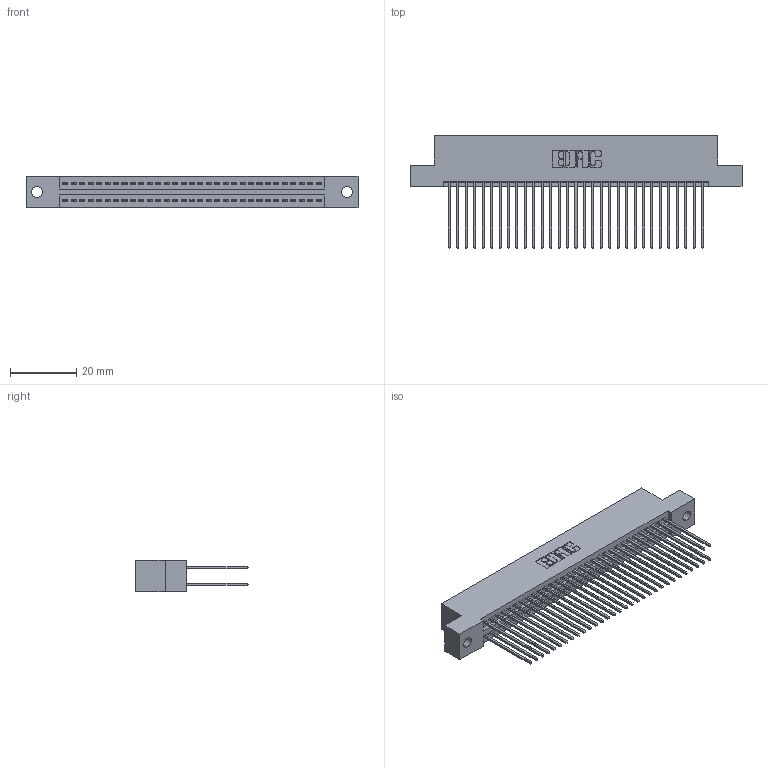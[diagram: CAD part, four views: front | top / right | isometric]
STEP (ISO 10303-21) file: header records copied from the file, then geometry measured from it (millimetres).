
FILE_DESCRIPTION (( 'STEP AP203' ), '1' );
FILE_NAME ('345-062-541-202.STEP', '2018-09-27T14:43:07', ( '' ), ( '' ), 'SwSTEP 2.0', 'SolidWorks 2016', '' );
FILE_SCHEMA (( 'CONFIG_CONTROL_DESIGN' ));
Length unit declared in the file: inch
Products named in the file (3): 345-292-001_345-293-141; 345-062-541-202; 345 Part_Flush Mounting Lugs - 0.128 Dia
Assembly tree (63 placements, depth 2):
  345-062-541-202
    345 Part_Flush Mounting Lugs - 0.128 Dia
    345-292-001_345-293-141  x62
Bounding box: 99.95 x 33.96 x 9.4 mm (x, y, z)
Volume: 9926.1 mm3; surface area: 15858.7 mm2
Topology: 63 solids, 63 shells, 3226 faces, 9579 edges, 6302 vertices
Faces by surface type: plane 2126, cylinder 1100
Entity records: 25825 total; most frequent: CARTESIAN_POINT 4340, ORIENTED_EDGE 4274, DIRECTION 3841, EDGE_CURVE 2137, LINE 1881, VECTOR 1881, VERTEX_POINT 1422, AXIS2_PLACEMENT_3D 980
